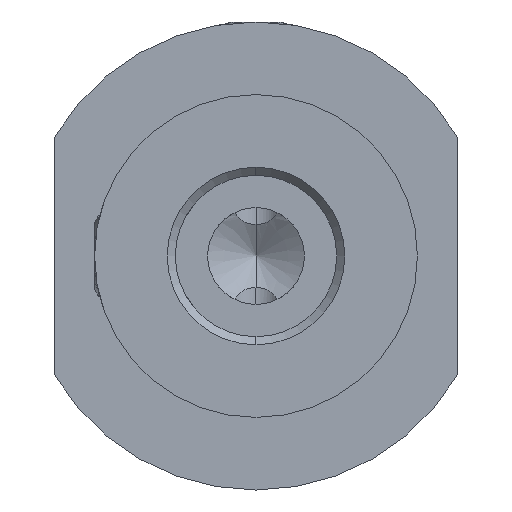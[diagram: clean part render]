
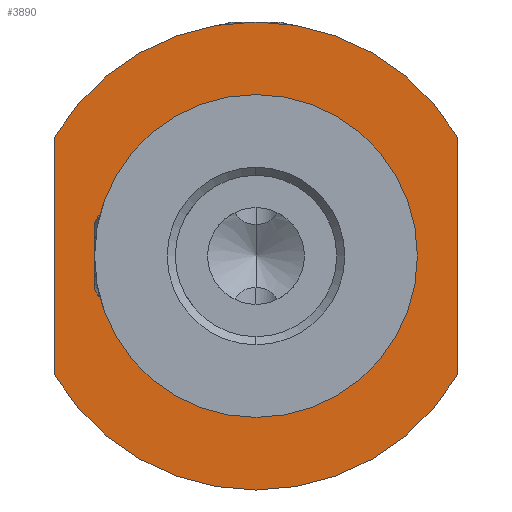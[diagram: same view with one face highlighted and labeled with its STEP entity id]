
A CAD part, left-side view. The second image highlights one B-rep face of the part: STEP entity #3890.
In plain terms, the highlighted planar face has unit normal (-1, 0, 0).
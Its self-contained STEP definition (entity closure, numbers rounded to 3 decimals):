
#40 = ORIENTED_EDGE ( 'NONE', *, *, #2697, .F. ) ;
#217 = PLANE ( 'NONE',  #2718 ) ;
#220 = CARTESIAN_POINT ( 'NONE',  ( -6.44, -11.401, 7.435 ) ) ;
#395 = CIRCLE ( 'NONE', #5119, 20. ) ;
#465 = FACE_BOUND ( 'NONE', #4153, .T. ) ;
#474 = VECTOR ( 'NONE', #5778, 1000. ) ;
#489 = ORIENTED_EDGE ( 'NONE', *, *, #4127, .F. ) ;
#613 = CARTESIAN_POINT ( 'NONE',  ( -6.44, -11.401, 7.435 ) ) ;
#723 = EDGE_CURVE ( 'NONE', #5528, #5863, #3705, .T. ) ;
#1235 = DIRECTION ( 'NONE',  ( -1., 0., 0. ) ) ;
#1259 = VERTEX_POINT ( 'NONE', #5931 ) ;
#1422 = CARTESIAN_POINT ( 'NONE',  ( -6.44, -11.401, 7.435 ) ) ;
#1480 = CARTESIAN_POINT ( 'NONE',  ( -6.44, 13.599, 7.435 ) ) ;
#1878 = AXIS2_PLACEMENT_3D ( 'NONE', #4579, #6065, #4598 ) ;
#2047 = EDGE_CURVE ( 'NONE', #4317, #5581, #3894, .T. ) ;
#2092 = EDGE_CURVE ( 'NONE', #4026, #5718, #395, .T. ) ;
#2457 = DIRECTION ( 'NONE',  ( -1., 0., 0. ) ) ;
#2697 = EDGE_CURVE ( 'NONE', #5528, #1259, #5305, .T. ) ;
#2718 = AXIS2_PLACEMENT_3D ( 'NONE', #5973, #1235, #3092 ) ;
#2720 = CARTESIAN_POINT ( 'NONE',  ( -6.44, 13.599, -7.262 ) ) ;
#2823 = DIRECTION ( 'NONE',  ( -1., 0., 0. ) ) ;
#3035 = ORIENTED_EDGE ( 'NONE', *, *, #2047, .T. ) ;
#3092 = DIRECTION ( 'NONE',  ( 0., 0., 1. ) ) ;
#3235 = CIRCLE ( 'NONE', #5181, 29. ) ;
#3401 = VECTOR ( 'NONE', #5631, 1000. ) ;
#3414 = CARTESIAN_POINT ( 'NONE',  ( -6.44, -36.401, 22.131 ) ) ;
#3705 = CIRCLE ( 'NONE', #4146, 29. ) ;
#3796 = ORIENTED_EDGE ( 'NONE', *, *, #723, .T. ) ;
#3890 = ADVANCED_FACE ( 'NONE', ( #6000, #465 ), #217, .T. ) ;
#3894 = CIRCLE ( 'NONE', #1878, 29. ) ;
#4026 = VERTEX_POINT ( 'NONE', #4600 ) ;
#4061 = CARTESIAN_POINT ( 'NONE',  ( -6.44, -11.401, 7.435 ) ) ;
#4075 = AXIS2_PLACEMENT_3D ( 'NONE', #1422, #2823, #5686 ) ;
#4085 = DIRECTION ( 'NONE',  ( 0., 0., 1. ) ) ;
#4108 = ORIENTED_EDGE ( 'NONE', *, *, #2092, .F. ) ;
#4127 = EDGE_CURVE ( 'NONE', #5718, #4026, #5053, .T. ) ;
#4146 = AXIS2_PLACEMENT_3D ( 'NONE', #220, #4480, #5450 ) ;
#4153 = EDGE_LOOP ( 'NONE', ( #4108, #489 ) ) ;
#4317 = VERTEX_POINT ( 'NONE', #3414 ) ;
#4480 = DIRECTION ( 'NONE',  ( -1., 0., 0. ) ) ;
#4579 = CARTESIAN_POINT ( 'NONE',  ( -6.44, -11.401, 7.435 ) ) ;
#4598 = DIRECTION ( 'NONE',  ( 0., 0., 1. ) ) ;
#4600 = CARTESIAN_POINT ( 'NONE',  ( -6.44, -11.401, 27.435 ) ) ;
#4611 = CARTESIAN_POINT ( 'NONE',  ( -6.44, -36.401, 7.435 ) ) ;
#4840 = CARTESIAN_POINT ( 'NONE',  ( -6.44, -11.401, -12.565 ) ) ;
#5053 = CIRCLE ( 'NONE', #4075, 20. ) ;
#5061 = EDGE_CURVE ( 'NONE', #4317, #5863, #5941, .T. ) ;
#5119 = AXIS2_PLACEMENT_3D ( 'NONE', #4061, #6014, #4085 ) ;
#5181 = AXIS2_PLACEMENT_3D ( 'NONE', #613, #2457, #5808 ) ;
#5195 = CARTESIAN_POINT ( 'NONE',  ( -6.44, -36.401, -7.262 ) ) ;
#5305 = LINE ( 'NONE', #1480, #474 ) ;
#5450 = DIRECTION ( 'NONE',  ( 0., 0., 1. ) ) ;
#5528 = VERTEX_POINT ( 'NONE', #2720 ) ;
#5540 = CARTESIAN_POINT ( 'NONE',  ( -6.44, -11.401, 36.435 ) ) ;
#5581 = VERTEX_POINT ( 'NONE', #5540 ) ;
#5631 = DIRECTION ( 'NONE',  ( 0., 0., -1. ) ) ;
#5686 = DIRECTION ( 'NONE',  ( 0., 0., 1. ) ) ;
#5718 = VERTEX_POINT ( 'NONE', #4840 ) ;
#5778 = DIRECTION ( 'NONE',  ( 0., 0., 1. ) ) ;
#5808 = DIRECTION ( 'NONE',  ( 0., 0., 1. ) ) ;
#5822 = ORIENTED_EDGE ( 'NONE', *, *, #5977, .T. ) ;
#5863 = VERTEX_POINT ( 'NONE', #5195 ) ;
#5931 = CARTESIAN_POINT ( 'NONE',  ( -6.44, 13.599, 22.131 ) ) ;
#5941 = LINE ( 'NONE', #4611, #3401 ) ;
#5973 = CARTESIAN_POINT ( 'NONE',  ( -6.44, -11.401, 7.435 ) ) ;
#5977 = EDGE_CURVE ( 'NONE', #5581, #1259, #3235, .T. ) ;
#5985 = ORIENTED_EDGE ( 'NONE', *, *, #5061, .F. ) ;
#6000 = FACE_OUTER_BOUND ( 'NONE', #6081, .T. ) ;
#6014 = DIRECTION ( 'NONE',  ( -1., 0., 0. ) ) ;
#6065 = DIRECTION ( 'NONE',  ( -1., 0., 0. ) ) ;
#6081 = EDGE_LOOP ( 'NONE', ( #40, #3796, #5985, #3035, #5822 ) ) ;
